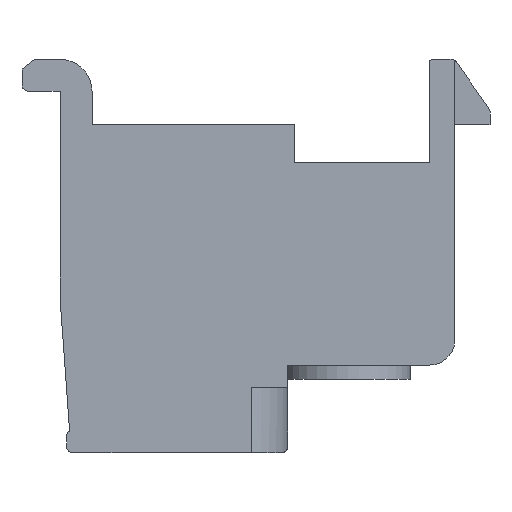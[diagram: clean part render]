
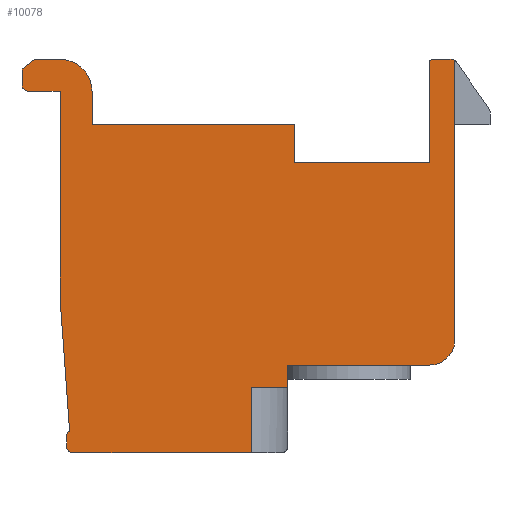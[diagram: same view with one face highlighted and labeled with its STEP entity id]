
A CAD part, front view. The second image highlights one B-rep face of the part: STEP entity #10078.
In plain terms, the highlighted planar face has unit normal (0, -1, 0).
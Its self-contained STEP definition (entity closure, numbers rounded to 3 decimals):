
#1=CARTESIAN_POINT('',(5.45,0.,-2.625));
#2=DIRECTION('',(0.,1.,0.));
#3=DIRECTION('',(1.,0.,0.));
#4=AXIS2_PLACEMENT_3D('',#1,#2,#3);
#6=DIRECTION('',(-1.,0.,0.));
#7=VECTOR('',#6,4.45);
#8=CARTESIAN_POINT('',(5.45,0.,-3.425));
#9=LINE('',#8,#7);
#10=DIRECTION('',(0.,0.,-1.));
#11=VECTOR('',#10,0.7);
#12=CARTESIAN_POINT('',(1.,0.,-3.425));
#13=LINE('',#12,#11);
#14=DIRECTION('',(1.,0.,0.));
#15=VECTOR('',#14,1.15);
#16=CARTESIAN_POINT('',(-0.15,0.,-4.125));
#17=LINE('',#16,#15);
#18=DIRECTION('',(0.,0.,1.));
#19=VECTOR('',#18,2.05);
#20=CARTESIAN_POINT('',(-0.15,0.,-6.175));
#21=LINE('',#20,#19);
#22=DIRECTION('',(-1.,0.,0.));
#23=VECTOR('',#22,5.6);
#24=CARTESIAN_POINT('',(-0.15,0.,-6.175));
#25=LINE('',#24,#23);
#26=CARTESIAN_POINT('',(-5.75,0.,-5.975));
#27=DIRECTION('',(0.,1.,0.));
#28=DIRECTION('',(0.,0.,-1.));
#29=AXIS2_PLACEMENT_3D('',#26,#27,#28);
#31=DIRECTION('',(0.,0.,1.));
#32=VECTOR('',#31,0.3);
#33=CARTESIAN_POINT('',(-5.95,0.,-5.975));
#34=LINE('',#33,#32);
#35=CARTESIAN_POINT('',(-5.75,0.,-5.675));
#36=DIRECTION('',(0.,1.,0.));
#37=DIRECTION('',(-1.,0.,0.));
#38=AXIS2_PLACEMENT_3D('',#35,#36,#37);
#40=DIRECTION('',(-0.072,0.,0.997));
#41=VECTOR('',#40,4.13);
#42=CARTESIAN_POINT('',(-5.854,0.,-5.504));
#43=LINE('',#42,#41);
#44=DIRECTION('',(0.,0.,1.));
#45=VECTOR('',#44,6.56);
#46=CARTESIAN_POINT('',(-6.15,0.,-1.385));
#47=LINE('',#46,#45);
#48=DIRECTION('',(-1.,0.,0.));
#49=VECTOR('',#48,1.);
#50=CARTESIAN_POINT('',(-6.15,0.,5.175));
#51=LINE('',#50,#49);
#52=CARTESIAN_POINT('',(-7.15,0.,5.375));
#53=DIRECTION('',(0.,1.,0.));
#54=DIRECTION('',(0.,0.,-1.));
#55=AXIS2_PLACEMENT_3D('',#52,#53,#54);
#57=DIRECTION('',(0.,0.,1.));
#58=VECTOR('',#57,0.5);
#59=CARTESIAN_POINT('',(-7.35,0.,5.375));
#60=LINE('',#59,#58);
#61=DIRECTION('',(0.785,0.,0.619));
#62=VECTOR('',#61,0.485);
#63=CARTESIAN_POINT('',(-7.35,0.,5.875));
#64=LINE('',#63,#62);
#65=DIRECTION('',(1.,0.,0.));
#66=VECTOR('',#65,0.819);
#67=CARTESIAN_POINT('',(-6.969,0.,6.175));
#68=LINE('',#67,#66);
#69=CARTESIAN_POINT('',(-6.15,0.,5.175));
#70=DIRECTION('',(0.,1.,0.));
#71=DIRECTION('',(0.,0.,1.));
#72=AXIS2_PLACEMENT_3D('',#69,#70,#71);
#74=DIRECTION('',(0.,0.,-1.));
#75=VECTOR('',#74,1.05);
#76=CARTESIAN_POINT('',(-5.15,0.,5.175));
#77=LINE('',#76,#75);
#78=DIRECTION('',(1.,0.,0.));
#79=VECTOR('',#78,6.35);
#80=CARTESIAN_POINT('',(-5.15,0.,4.125));
#81=LINE('',#80,#79);
#82=DIRECTION('',(0.,0.,-1.));
#83=VECTOR('',#82,1.2);
#84=CARTESIAN_POINT('',(1.2,0.,4.125));
#85=LINE('',#84,#83);
#86=DIRECTION('',(1.,0.,0.));
#87=VECTOR('',#86,4.25);
#88=CARTESIAN_POINT('',(1.2,0.,2.925));
#89=LINE('',#88,#87);
#90=DIRECTION('',(0.,0.,1.));
#91=VECTOR('',#90,3.213);
#92=CARTESIAN_POINT('',(5.45,0.,2.925));
#93=LINE('',#92,#91);
#94=CARTESIAN_POINT('',(5.565,0.,5.975));
#95=DIRECTION('',(0.,1.,0.));
#96=DIRECTION('',(-0.577,0.,0.816));
#97=AXIS2_PLACEMENT_3D('',#94,#95,#96);
#99=DIRECTION('',(1.,0.,0.));
#100=VECTOR('',#99,0.626);
#101=CARTESIAN_POINT('',(5.565,0.,6.175));
#102=LINE('',#101,#100);
#103=CARTESIAN_POINT('',(6.127,0.,5.986));
#104=DIRECTION('',(0.,1.,0.));
#105=DIRECTION('',(0.32,0.,0.947));
#106=AXIS2_PLACEMENT_3D('',#103,#104,#105);
#116=DIRECTION('',(0.,0.,1.));
#117=VECTOR('',#116,8.768);
#118=CARTESIAN_POINT('',(6.25,0.,-2.625));
#119=LINE('',#118,#117);
#7686=CARTESIAN_POINT('',(6.25,0.,-2.625));
#7687=CARTESIAN_POINT('',(5.45,0.,-3.425));
#7688=VERTEX_POINT('',#7686);
#7689=VERTEX_POINT('',#7687);
#7690=CARTESIAN_POINT('',(1.,0.,-3.425));
#7691=VERTEX_POINT('',#7690);
#7692=CARTESIAN_POINT('',(-5.75,0.,-6.175));
#7693=CARTESIAN_POINT('',(-5.95,0.,-5.975));
#7694=VERTEX_POINT('',#7692);
#7695=VERTEX_POINT('',#7693);
#7696=CARTESIAN_POINT('',(-5.95,0.,-5.675));
#7697=VERTEX_POINT('',#7696);
#7698=CARTESIAN_POINT('',(-5.854,0.,-5.504));
#7699=VERTEX_POINT('',#7698);
#7700=CARTESIAN_POINT('',(-6.15,0.,-1.385));
#7701=VERTEX_POINT('',#7700);
#7702=CARTESIAN_POINT('',(-6.15,0.,5.175));
#7703=VERTEX_POINT('',#7702);
#7704=CARTESIAN_POINT('',(-7.15,0.,5.175));
#7705=VERTEX_POINT('',#7704);
#7706=CARTESIAN_POINT('',(-7.35,0.,5.375));
#7707=VERTEX_POINT('',#7706);
#7708=CARTESIAN_POINT('',(-7.35,0.,5.875));
#7709=VERTEX_POINT('',#7708);
#7710=CARTESIAN_POINT('',(-6.969,0.,6.175));
#7711=VERTEX_POINT('',#7710);
#7712=CARTESIAN_POINT('',(-6.15,0.,6.175));
#7713=VERTEX_POINT('',#7712);
#7714=CARTESIAN_POINT('',(-5.15,0.,5.175));
#7715=VERTEX_POINT('',#7714);
#7716=CARTESIAN_POINT('',(-5.15,0.,4.125));
#7717=VERTEX_POINT('',#7716);
#7718=CARTESIAN_POINT('',(1.2,0.,4.125));
#7719=VERTEX_POINT('',#7718);
#7720=CARTESIAN_POINT('',(1.2,0.,2.925));
#7721=VERTEX_POINT('',#7720);
#7722=CARTESIAN_POINT('',(5.45,0.,2.925));
#7723=VERTEX_POINT('',#7722);
#7724=CARTESIAN_POINT('',(5.45,0.,6.138));
#7725=VERTEX_POINT('',#7724);
#7726=CARTESIAN_POINT('',(5.565,0.,6.175));
#7727=VERTEX_POINT('',#7726);
#7728=CARTESIAN_POINT('',(6.191,0.,6.175));
#7729=VERTEX_POINT('',#7728);
#8330=CARTESIAN_POINT('',(-0.15,0.,-6.175));
#8331=CARTESIAN_POINT('',(-0.15,0.,-4.125));
#8332=VERTEX_POINT('',#8330);
#8333=VERTEX_POINT('',#8331);
#8334=CARTESIAN_POINT('',(1.,0.,-4.125));
#8335=VERTEX_POINT('',#8334);
#8354=CARTESIAN_POINT('',(6.25,0.,6.143));
#8356=VERTEX_POINT('',#8354);
#10019=CARTESIAN_POINT('',(0.,0.,0.));
#10020=DIRECTION('',(0.,1.,0.));
#10021=DIRECTION('',(1.,0.,0.));
#10022=AXIS2_PLACEMENT_3D('',#10019,#10020,#10021);
#10023=PLANE('',#10022);
#10025=ORIENTED_EDGE('',*,*,#10024,.F.);
#10027=ORIENTED_EDGE('',*,*,#10026,.T.);
#10029=ORIENTED_EDGE('',*,*,#10028,.T.);
#10031=ORIENTED_EDGE('',*,*,#10030,.T.);
#10033=ORIENTED_EDGE('',*,*,#10032,.F.);
#10035=ORIENTED_EDGE('',*,*,#10034,.F.);
#10037=ORIENTED_EDGE('',*,*,#10036,.T.);
#10039=ORIENTED_EDGE('',*,*,#10038,.T.);
#10041=ORIENTED_EDGE('',*,*,#10040,.T.);
#10043=ORIENTED_EDGE('',*,*,#10042,.T.);
#10045=ORIENTED_EDGE('',*,*,#10044,.T.);
#10047=ORIENTED_EDGE('',*,*,#10046,.T.);
#10049=ORIENTED_EDGE('',*,*,#10048,.T.);
#10051=ORIENTED_EDGE('',*,*,#10050,.T.);
#10053=ORIENTED_EDGE('',*,*,#10052,.T.);
#10055=ORIENTED_EDGE('',*,*,#10054,.T.);
#10057=ORIENTED_EDGE('',*,*,#10056,.T.);
#10059=ORIENTED_EDGE('',*,*,#10058,.T.);
#10061=ORIENTED_EDGE('',*,*,#10060,.T.);
#10063=ORIENTED_EDGE('',*,*,#10062,.T.);
#10065=ORIENTED_EDGE('',*,*,#10064,.T.);
#10067=ORIENTED_EDGE('',*,*,#10066,.T.);
#10069=ORIENTED_EDGE('',*,*,#10068,.T.);
#10071=ORIENTED_EDGE('',*,*,#10070,.T.);
#10073=ORIENTED_EDGE('',*,*,#10072,.T.);
#10075=ORIENTED_EDGE('',*,*,#10074,.T.);
#10076=EDGE_LOOP('',(#10025,#10027,#10029,#10031,#10033,#10035,#10037,#10039,
#10041,#10043,#10045,#10047,#10049,#10051,#10053,#10055,#10057,#10059,#10061,
#10063,#10065,#10067,#10069,#10071,#10073,#10075));
#10077=FACE_OUTER_BOUND('',#10076,.F.);
#10078=ADVANCED_FACE('',(#10077),#10023,.F.);
#5=CIRCLE('',#4,0.8);
#30=CIRCLE('',#29,0.2);
#39=CIRCLE('',#38,0.2);
#56=CIRCLE('',#55,0.2);
#73=CIRCLE('',#72,1.);
#98=CIRCLE('',#97,0.2);
#107=CIRCLE('',#106,0.2);
#10024=EDGE_CURVE('',#7688,#8356,#119,.T.);
#10026=EDGE_CURVE('',#7688,#7689,#5,.T.);
#10028=EDGE_CURVE('',#7689,#7691,#9,.T.);
#10030=EDGE_CURVE('',#7691,#8335,#13,.T.);
#10032=EDGE_CURVE('',#8333,#8335,#17,.T.);
#10034=EDGE_CURVE('',#8332,#8333,#21,.T.);
#10036=EDGE_CURVE('',#8332,#7694,#25,.T.);
#10038=EDGE_CURVE('',#7694,#7695,#30,.T.);
#10040=EDGE_CURVE('',#7695,#7697,#34,.T.);
#10042=EDGE_CURVE('',#7697,#7699,#39,.T.);
#10044=EDGE_CURVE('',#7699,#7701,#43,.T.);
#10046=EDGE_CURVE('',#7701,#7703,#47,.T.);
#10048=EDGE_CURVE('',#7703,#7705,#51,.T.);
#10050=EDGE_CURVE('',#7705,#7707,#56,.T.);
#10052=EDGE_CURVE('',#7707,#7709,#60,.T.);
#10054=EDGE_CURVE('',#7709,#7711,#64,.T.);
#10056=EDGE_CURVE('',#7711,#7713,#68,.T.);
#10058=EDGE_CURVE('',#7713,#7715,#73,.T.);
#10060=EDGE_CURVE('',#7715,#7717,#77,.T.);
#10062=EDGE_CURVE('',#7717,#7719,#81,.T.);
#10064=EDGE_CURVE('',#7719,#7721,#85,.T.);
#10066=EDGE_CURVE('',#7721,#7723,#89,.T.);
#10068=EDGE_CURVE('',#7723,#7725,#93,.T.);
#10070=EDGE_CURVE('',#7725,#7727,#98,.T.);
#10072=EDGE_CURVE('',#7727,#7729,#102,.T.);
#10074=EDGE_CURVE('',#7729,#8356,#107,.T.);
